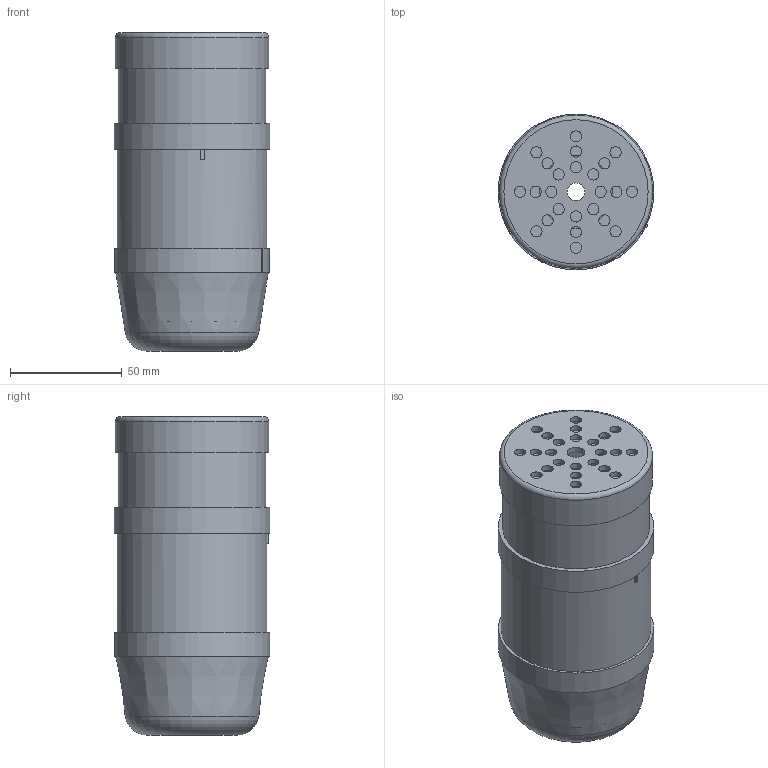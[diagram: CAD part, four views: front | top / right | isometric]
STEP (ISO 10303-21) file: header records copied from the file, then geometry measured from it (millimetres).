
FILE_DESCRIPTION((''),'2;1');
FILE_NAME('127437.stp','2019-10-01T09:15:12',('e.eickhoff'),(''),'Autodesk Inventor 2012','Autodesk Inventor 2012','');
FILE_SCHEMA(('AUTOMOTIVE_DESIGN { 1 0 10303 214 1 1 1 1 }'));
Length unit declared in the file: millimetre
Products named in the file (6): 127437; Summer; Kappe; Summer Hauptteil; Grundmodule; Rot
Assembly tree (5 placements, depth 3):
  127437
    Summer
      Kappe
      Summer Hauptteil
    Grundmodule
    Rot
Bounding box: 69.7 x 69.7 x 142.3 mm (x, y, z)
Volume: 128924.7 mm3; surface area: 98641.4 mm2
Topology: 4 solids, 4 shells, 85 faces, 177 edges, 117 vertices
Faces by surface type: cylinder 48, plane 32, torus 4, cone 1
Full cylindrical faces by diameter (mm): 5 x24, 8 x1, 15.6 x1, 17.9 x1, 19.6 x1, 20.9 x1, 22.563 x1, 26.5 x1, 28.5 x1, 32.6 x1, 60.2 x1, 60.5 x1, 61.5 x1, 63.2 x1, 63.5 x2, 63.7 x1, 63.9 x1, 64.1 x1, 64.5 x1, 65.8 x1, 67 x1, 68.5 x1, 69.7 x1
Entity records: 2394 total; most frequent: DIRECTION 418, CARTESIAN_POINT 334, ORIENTED_EDGE 246, EDGE_LOOP 210, AXIS2_PLACEMENT_3D 199, FACE_BOUND 125, EDGE_CURVE 123, VERTEX_POINT 115
